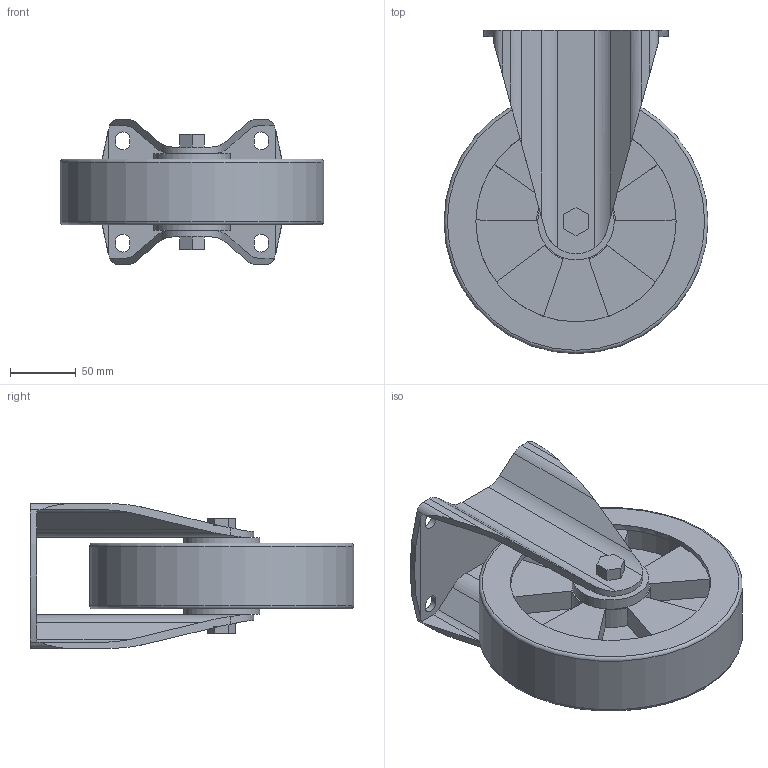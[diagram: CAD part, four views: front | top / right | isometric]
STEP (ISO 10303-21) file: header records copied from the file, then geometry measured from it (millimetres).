
FILE_DESCRIPTION(/* description */ ('STEP AP203'),/* implementation_level */ '2;1');
FILE_NAME(/* name */ 'K1767.2005010',/* time_stamp */ '2025-06-24T16:10:23+02:00',/* author */ ('License CC BY-ND 4.0'),/* organization */ ('CADENAS'),/* preprocessor_version */ 'ST-DEVELOPER v19.3',/* originating_system */ 'PARTsolutions',/* authorisation */ ' ');
FILE_SCHEMA (('CONFIG_CONTROL_DESIGN'));
Length unit declared in the file: millimetre
Products named in the file (1): K1767.2005010
Bounding box: 200 x 245 x 110 mm (x, y, z)
Volume: 1426467.7 mm3; surface area: 213902.2 mm2
Topology: 1 solids, 1 shells, 157 faces, 421 edges, 274 vertices
Faces by surface type: plane 97, cylinder 58, torus 2
Full cylindrical faces by diameter (mm): 20 x2, 58 x2, 151.8 x2, 200 x1
Entity records: 4938 total; most frequent: CARTESIAN_POINT 884, DIRECTION 866, ORIENTED_EDGE 820, EDGE_CURVE 410, AXIS2_PLACEMENT_3D 306, VERTEX_POINT 272, LINE 254, VECTOR 254
